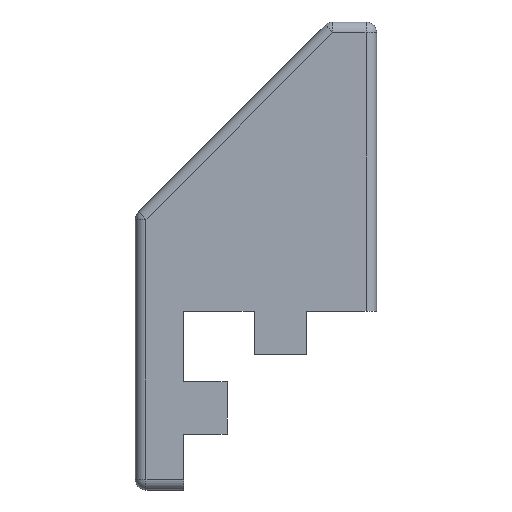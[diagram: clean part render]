
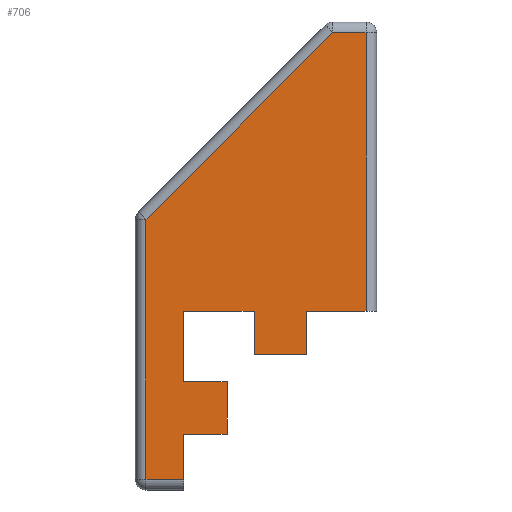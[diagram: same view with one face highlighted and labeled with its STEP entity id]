
A CAD part, left-side view. The second image highlights one B-rep face of the part: STEP entity #706.
In plain terms, the highlighted planar face has unit normal (-1, 0, 0).
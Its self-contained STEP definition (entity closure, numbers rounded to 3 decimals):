
#9 = EDGE_CURVE ( 'NONE', #1335, #1569, #529, .T. ) ;
#11 = ORIENTED_EDGE ( 'NONE', *, *, #1124, .T. ) ;
#12 = DIRECTION ( 'NONE',  ( 0., -1., 0. ) ) ;
#56 = CARTESIAN_POINT ( 'NONE',  ( 128., 13.9, 0. ) ) ;
#68 = EDGE_CURVE ( 'NONE', #2369, #1335, #1535, .T. ) ;
#177 = FACE_OUTER_BOUND ( 'NONE', #1428, .T. ) ;
#189 = LINE ( 'NONE', #1120, #993 ) ;
#215 = CARTESIAN_POINT ( 'NONE',  ( 128., -2.7, 10. ) ) ;
#241 = DIRECTION ( 'NONE',  ( 0., 0., 1. ) ) ;
#267 = VERTEX_POINT ( 'NONE', #2127 ) ;
#364 = DIRECTION ( 'NONE',  ( 0., 0.707, -0.707 ) ) ;
#371 = VECTOR ( 'NONE', #1647, 1000. ) ;
#381 = CARTESIAN_POINT ( 'NONE',  ( 128., 10., 2.7 ) ) ;
#420 = CARTESIAN_POINT ( 'NONE',  ( 128., 0., 0. ) ) ;
#455 = DIRECTION ( 'NONE',  ( 0., -1., 0. ) ) ;
#513 = LINE ( 'NONE', #2796, #2099 ) ;
#529 = LINE ( 'NONE', #56, #1090 ) ;
#549 = ORIENTED_EDGE ( 'NONE', *, *, #996, .T. ) ;
#566 = ORIENTED_EDGE ( 'NONE', *, *, #1685, .T. ) ;
#568 = CARTESIAN_POINT ( 'NONE',  ( 128., 10., -2.7 ) ) ;
#587 = ORIENTED_EDGE ( 'NONE', *, *, #1855, .T. ) ;
#659 = VECTOR ( 'NONE', #2080, 1000. ) ;
#665 = LINE ( 'NONE', #2056, #903 ) ;
#706 = ADVANCED_FACE ( 'NONE', ( #177 ), #1108, .F. ) ;
#719 = EDGE_CURVE ( 'NONE', #2563, #781, #513, .T. ) ;
#777 = LINE ( 'NONE', #1544, #2735 ) ;
#781 = VERTEX_POINT ( 'NONE', #568 ) ;
#878 = CARTESIAN_POINT ( 'NONE',  ( 128., 5.5, -2.7 ) ) ;
#893 = CARTESIAN_POINT ( 'NONE',  ( 128., -2.7, 5.5 ) ) ;
#903 = VECTOR ( 'NONE', #2750, 1000. ) ;
#957 = CARTESIAN_POINT ( 'NONE',  ( 128., -8.9, 0. ) ) ;
#984 = VERTEX_POINT ( 'NONE', #1279 ) ;
#993 = VECTOR ( 'NONE', #2227, 1000. ) ;
#995 = CARTESIAN_POINT ( 'NONE',  ( 128., 10., 10. ) ) ;
#996 = EDGE_CURVE ( 'NONE', #267, #2868, #2895, .T. ) ;
#1012 = CARTESIAN_POINT ( 'NONE',  ( 128., -2.7, 10. ) ) ;
#1090 = VECTOR ( 'NONE', #2559, 1000. ) ;
#1108 = PLANE ( 'NONE',  #1238 ) ;
#1120 = CARTESIAN_POINT ( 'NONE',  ( 128., 10., 10. ) ) ;
#1124 = EDGE_CURVE ( 'NONE', #1446, #267, #2250, .T. ) ;
#1128 = LINE ( 'NONE', #893, #2062 ) ;
#1160 = EDGE_CURVE ( 'NONE', #2366, #1713, #1128, .T. ) ;
#1174 = EDGE_CURVE ( 'NONE', #1175, #984, #1213, .T. ) ;
#1175 = VERTEX_POINT ( 'NONE', #1917 ) ;
#1204 = DIRECTION ( 'NONE',  ( 0., 0., -1. ) ) ;
#1213 = LINE ( 'NONE', #2123, #2684 ) ;
#1238 = AXIS2_PLACEMENT_3D ( 'NONE', #420, #1426, #1204 ) ;
#1261 = LINE ( 'NONE', #1012, #2631 ) ;
#1279 = CARTESIAN_POINT ( 'NONE',  ( 128., 2.7, 5.5 ) ) ;
#1328 = DIRECTION ( 'NONE',  ( 0., 1., 0. ) ) ;
#1335 = VERTEX_POINT ( 'NONE', #2456 ) ;
#1366 = ORIENTED_EDGE ( 'NONE', *, *, #68, .T. ) ;
#1372 = EDGE_CURVE ( 'NONE', #2483, #2369, #777, .T. ) ;
#1402 = EDGE_CURVE ( 'NONE', #2868, #2969, #665, .T. ) ;
#1407 = LINE ( 'NONE', #1443, #371 ) ;
#1418 = LINE ( 'NONE', #1659, #2489 ) ;
#1426 = DIRECTION ( 'NONE',  ( 1., 0., 0. ) ) ;
#1428 = EDGE_LOOP ( 'NONE', ( #1980, #1460, #1856, #1366, #1820, #2049, #2916, #587, #11, #549, #1591, #566, #2085, #2669, #1537 ) ) ;
#1443 = CARTESIAN_POINT ( 'NONE',  ( 128., 0., -7.4 ) ) ;
#1446 = VERTEX_POINT ( 'NONE', #1554 ) ;
#1460 = ORIENTED_EDGE ( 'NONE', *, *, #1876, .T. ) ;
#1533 = DIRECTION ( 'NONE',  ( 0., 1., 0. ) ) ;
#1535 = LINE ( 'NONE', #2221, #2053 ) ;
#1537 = ORIENTED_EDGE ( 'NONE', *, *, #1160, .T. ) ;
#1544 = CARTESIAN_POINT ( 'NONE',  ( 128., 0., 38.9 ) ) ;
#1554 = CARTESIAN_POINT ( 'NONE',  ( 128., 5.5, -2.7 ) ) ;
#1569 = VERTEX_POINT ( 'NONE', #1872 ) ;
#1591 = ORIENTED_EDGE ( 'NONE', *, *, #1402, .T. ) ;
#1625 = CARTESIAN_POINT ( 'NONE',  ( 128., -5.456, 38.9 ) ) ;
#1647 = DIRECTION ( 'NONE',  ( 0., -1., 0. ) ) ;
#1659 = CARTESIAN_POINT ( 'NONE',  ( 128., 10., -2.7 ) ) ;
#1685 = EDGE_CURVE ( 'NONE', #2969, #1175, #189, .T. ) ;
#1713 = VERTEX_POINT ( 'NONE', #215 ) ;
#1802 = DIRECTION ( 'NONE',  ( 0., 0., 1. ) ) ;
#1815 = DIRECTION ( 'NONE',  ( 0., 0., 1. ) ) ;
#1816 = VECTOR ( 'NONE', #1533, 1000. ) ;
#1820 = ORIENTED_EDGE ( 'NONE', *, *, #9, .T. ) ;
#1839 = EDGE_CURVE ( 'NONE', #1569, #2563, #1407, .T. ) ;
#1855 = EDGE_CURVE ( 'NONE', #781, #1446, #1418, .T. ) ;
#1856 = ORIENTED_EDGE ( 'NONE', *, *, #1372, .T. ) ;
#1872 = CARTESIAN_POINT ( 'NONE',  ( 128., 13.9, -7.4 ) ) ;
#1876 = EDGE_CURVE ( 'NONE', #2242, #2483, #2812, .T. ) ;
#1917 = CARTESIAN_POINT ( 'NONE',  ( 128., 2.7, 10. ) ) ;
#1980 = ORIENTED_EDGE ( 'NONE', *, *, #2196, .T. ) ;
#2049 = ORIENTED_EDGE ( 'NONE', *, *, #1839, .T. ) ;
#2053 = VECTOR ( 'NONE', #364, 1000. ) ;
#2056 = CARTESIAN_POINT ( 'NONE',  ( 128., 10., 2.7 ) ) ;
#2062 = VECTOR ( 'NONE', #1815, 1000. ) ;
#2070 = VECTOR ( 'NONE', #455, 1000. ) ;
#2080 = DIRECTION ( 'NONE',  ( 0., 0., 1. ) ) ;
#2085 = ORIENTED_EDGE ( 'NONE', *, *, #1174, .T. ) ;
#2099 = VECTOR ( 'NONE', #241, 1000. ) ;
#2123 = CARTESIAN_POINT ( 'NONE',  ( 128., 2.7, 5.5 ) ) ;
#2127 = CARTESIAN_POINT ( 'NONE',  ( 128., 5.5, 2.7 ) ) ;
#2196 = EDGE_CURVE ( 'NONE', #1713, #2242, #1261, .T. ) ;
#2221 = CARTESIAN_POINT ( 'NONE',  ( 128., 16.722, 16.722 ) ) ;
#2227 = DIRECTION ( 'NONE',  ( 0., -1., 0. ) ) ;
#2242 = VERTEX_POINT ( 'NONE', #2556 ) ;
#2250 = LINE ( 'NONE', #878, #2570 ) ;
#2299 = CARTESIAN_POINT ( 'NONE',  ( 128., 10., 2.7 ) ) ;
#2346 = CARTESIAN_POINT ( 'NONE',  ( 128., -8.9, 38.9 ) ) ;
#2366 = VERTEX_POINT ( 'NONE', #2978 ) ;
#2369 = VERTEX_POINT ( 'NONE', #1625 ) ;
#2456 = CARTESIAN_POINT ( 'NONE',  ( 128., 13.9, 19.544 ) ) ;
#2476 = LINE ( 'NONE', #2984, #2070 ) ;
#2483 = VERTEX_POINT ( 'NONE', #2346 ) ;
#2489 = VECTOR ( 'NONE', #12, 1000. ) ;
#2556 = CARTESIAN_POINT ( 'NONE',  ( 128., -8.9, 10. ) ) ;
#2559 = DIRECTION ( 'NONE',  ( 0., 0., -1. ) ) ;
#2563 = VERTEX_POINT ( 'NONE', #2574 ) ;
#2566 = DIRECTION ( 'NONE',  ( 0., 0., -1. ) ) ;
#2570 = VECTOR ( 'NONE', #1802, 1000. ) ;
#2574 = CARTESIAN_POINT ( 'NONE',  ( 128., 10., -7.4 ) ) ;
#2620 = DIRECTION ( 'NONE',  ( 0., -1., 0. ) ) ;
#2631 = VECTOR ( 'NONE', #2620, 1000. ) ;
#2669 = ORIENTED_EDGE ( 'NONE', *, *, #2847, .T. ) ;
#2684 = VECTOR ( 'NONE', #2566, 1000. ) ;
#2735 = VECTOR ( 'NONE', #1328, 1000. ) ;
#2750 = DIRECTION ( 'NONE',  ( 0., 0., 1. ) ) ;
#2796 = CARTESIAN_POINT ( 'NONE',  ( 128., 10., -2.7 ) ) ;
#2812 = LINE ( 'NONE', #957, #659 ) ;
#2847 = EDGE_CURVE ( 'NONE', #984, #2366, #2476, .T. ) ;
#2868 = VERTEX_POINT ( 'NONE', #2299 ) ;
#2895 = LINE ( 'NONE', #381, #1816 ) ;
#2916 = ORIENTED_EDGE ( 'NONE', *, *, #719, .T. ) ;
#2969 = VERTEX_POINT ( 'NONE', #995 ) ;
#2978 = CARTESIAN_POINT ( 'NONE',  ( 128., -2.7, 5.5 ) ) ;
#2984 = CARTESIAN_POINT ( 'NONE',  ( 128., 2.7, 5.5 ) ) ;
